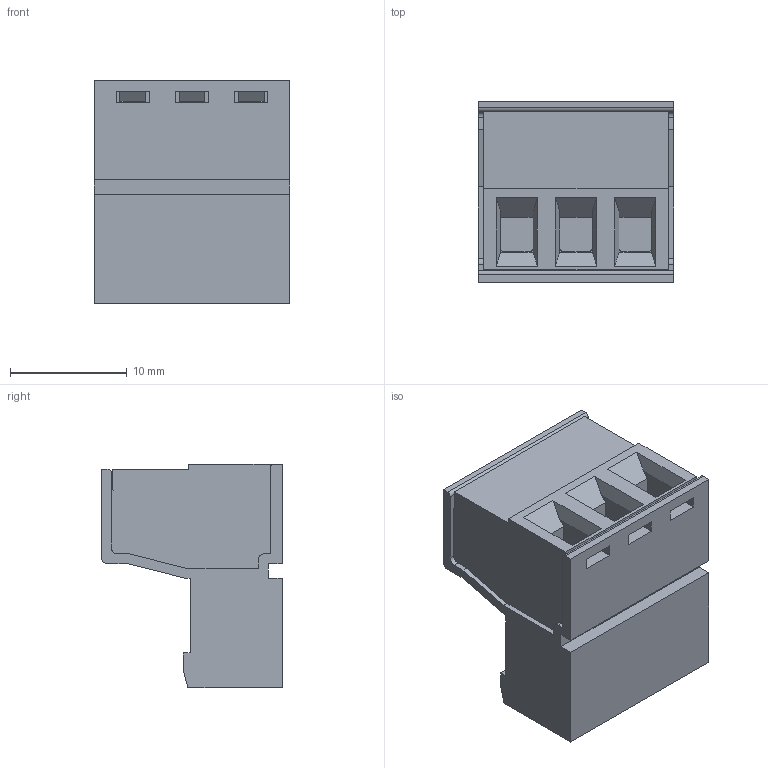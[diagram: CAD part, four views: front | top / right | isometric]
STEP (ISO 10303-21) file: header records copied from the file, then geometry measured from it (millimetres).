
FILE_DESCRIPTION( ( 'STEP AP214' ), '1' );
FILE_NAME( 'SF03-5,08-P.stp', ' ', ( ' ' ), ( ' ' ), 'PSStep 14.0', 'VISI 19.0', ' ' );
FILE_SCHEMA( ( 'AUTOMOTIVE_DESIGN { 1 0 10303 214 1 1 1 1 }' ) );
Length unit declared in the file: millimetre
Products named in the file (1): 1
Bounding box: 16.74 x 15.5 x 19.2 mm (x, y, z)
Volume: 2487.5 mm3; surface area: 2832 mm2
Topology: 1 solids, 1 shells, 258 faces, 708 edges, 458 vertices
Faces by surface type: plane 218, cylinder 31, cone 9
Full cylindrical faces by diameter (mm): 2.5 x3, 2.6 x3, 3.8 x3, 4 x3
Entity records: 9970 total; most frequent: CARTESIAN_POINT 1401, ORIENTED_EDGE 1356, DIRECTION 1267, EDGE_CURVE 678, LINE 595, VECTOR 595, VERTEX_POINT 446, AXIS2_PLACEMENT_3D 336
